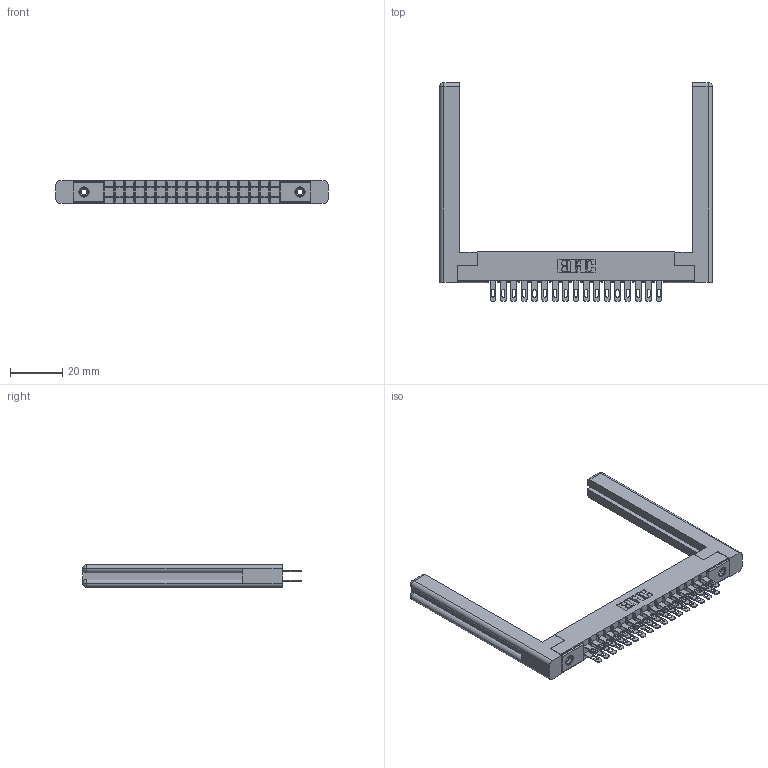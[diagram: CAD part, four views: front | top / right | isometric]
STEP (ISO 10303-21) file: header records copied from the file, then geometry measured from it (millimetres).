
FILE_DESCRIPTION (( 'STEP AP203' ), '1' );
FILE_NAME ('315-034-500-258.STEP', '2019-09-10T15:49:49', ( '' ), ( '' ), 'SwSTEP 2.0', 'SolidWorks 2016', '' );
FILE_SCHEMA (( 'CONFIG_CONTROL_DESIGN' ));
Length unit declared in the file: inch
Products named in the file (5): 305 Part_.156 Dia; 305-290-001_500; 307-220-058; 345-250-001_345-250-001-102; 315-034-500-258
Assembly tree (39 placements, depth 2):
  315-034-500-258
    305 Part_.156 Dia
    305-290-001_500  x34
    345-250-001_345-250-001-102  x2
    307-220-058  x2
Bounding box: 103.99 x 83.49 x 8.71 mm (x, y, z)
Volume: 14361.6 mm3; surface area: 17880.1 mm2
Topology: 39 solids, 39 shells, 1958 faces, 5549 edges, 3594 vertices
Faces by surface type: plane 1104, cylinder 762, sphere 68, cone 12, torus 12
Entity records: 24105 total; most frequent: CARTESIAN_POINT 4004, ORIENTED_EDGE 3912, DIRECTION 3858, EDGE_CURVE 1956, LINE 1542, VECTOR 1542, VERTEX_POINT 1250, AXIS2_PLACEMENT_3D 1158
